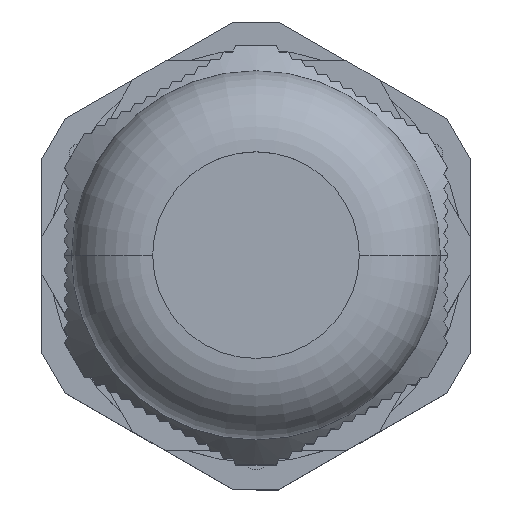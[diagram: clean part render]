
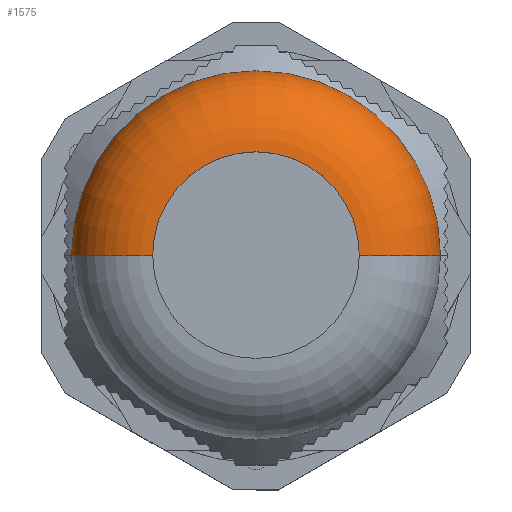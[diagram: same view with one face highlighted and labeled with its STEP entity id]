
A CAD part, top view. The second image highlights one B-rep face of the part: STEP entity #1575.
In plain terms, the highlighted toroidal (fillet/blend) face has major radius 7 mm and minor radius 5.501 mm.
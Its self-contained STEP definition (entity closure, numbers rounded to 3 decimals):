
#1286 = VERTEX_POINT ( 'NONE', #9765 ) ;
#1287 = VERTEX_POINT ( 'NONE', #9766 ) ;
#1575 = ADVANCED_FACE ( 'NONE', ( #8909 ), #8913, .T. ) ;
#1733 = VERTEX_POINT ( 'NONE', #17437 ) ;
#1734 = VERTEX_POINT ( 'NONE', #17438 ) ;
#1880 = EDGE_LOOP ( 'NONE', ( #2342, #2343, #2344, #2345 ) ) ;
#2342 = ORIENTED_EDGE ( 'NONE', *, *, #24049, .T. ) ;
#2343 = ORIENTED_EDGE ( 'NONE', *, *, #24048, .T. ) ;
#2344 = ORIENTED_EDGE ( 'NONE', *, *, #23937, .F. ) ;
#2345 = ORIENTED_EDGE ( 'NONE', *, *, #24050, .F. ) ;
#8909 = FACE_OUTER_BOUND ( 'NONE', #1880, .T. ) ;
#8913 = TOROIDAL_SURFACE ( 'NONE', #9268, 7., 5.501 ) ;
#9268 = AXIS2_PLACEMENT_3D ( 'NONE', #17143, #17139, #17146 ) ;
#9765 = CARTESIAN_POINT ( 'NONE',  ( -7., 0., 38.6 ) ) ;
#9766 = CARTESIAN_POINT ( 'NONE',  ( 7., 0., 38.6 ) ) ;
#17139 = DIRECTION ( 'NONE',  ( 0., 0., -1. ) ) ;
#17143 = CARTESIAN_POINT ( 'NONE',  ( 0., 0., 33.099 ) ) ;
#17146 = DIRECTION ( 'NONE',  ( -1., 0., 0. ) ) ;
#17437 = CARTESIAN_POINT ( 'NONE',  ( -12.5, 0., 33. ) ) ;
#17438 = CARTESIAN_POINT ( 'NONE',  ( 12.5, 0., 33. ) ) ;
#21626 = CARTESIAN_POINT ( 'NONE',  ( 0., 0., 33. ) ) ;
#21630 = DIRECTION ( 'NONE',  ( 0., 0., -1. ) ) ;
#21631 = DIRECTION ( 'NONE',  ( -1., 0., 0. ) ) ;
#21823 = CIRCLE ( 'NONE', #22333, 12.5 ) ;
#21826 = CIRCLE ( 'NONE', #22331, 5.501 ) ;
#21827 = CIRCLE ( 'NONE', #22330, 7. ) ;
#21829 = CIRCLE ( 'NONE', #22336, 5.501 ) ;
#22330 = AXIS2_PLACEMENT_3D ( 'NONE', #22810, #22812, #22813 ) ;
#22331 = AXIS2_PLACEMENT_3D ( 'NONE', #22800, #22808, #22809 ) ;
#22333 = AXIS2_PLACEMENT_3D ( 'NONE', #21626, #21630, #21631 ) ;
#22336 = AXIS2_PLACEMENT_3D ( 'NONE', #22807, #22815, #22816 ) ;
#22800 = CARTESIAN_POINT ( 'NONE',  ( 7., 0., 33.099 ) ) ;
#22807 = CARTESIAN_POINT ( 'NONE',  ( -7., 0., 33.099 ) ) ;
#22808 = DIRECTION ( 'NONE',  ( 0., 1., 0. ) ) ;
#22809 = DIRECTION ( 'NONE',  ( -1., 0., 0. ) ) ;
#22810 = CARTESIAN_POINT ( 'NONE',  ( 0., 0., 38.6 ) ) ;
#22812 = DIRECTION ( 'NONE',  ( 0., 0., -1. ) ) ;
#22813 = DIRECTION ( 'NONE',  ( -1., 0., 0. ) ) ;
#22815 = DIRECTION ( 'NONE',  ( 0., -1., 0. ) ) ;
#22816 = DIRECTION ( 'NONE',  ( 0., 0., -1. ) ) ;
#23937 = EDGE_CURVE ( 'NONE', #1733, #1734, #21823, .T. ) ;
#24048 = EDGE_CURVE ( 'NONE', #1287, #1734, #21826, .T. ) ;
#24049 = EDGE_CURVE ( 'NONE', #1286, #1287, #21827, .T. ) ;
#24050 = EDGE_CURVE ( 'NONE', #1286, #1733, #21829, .T. ) ;
